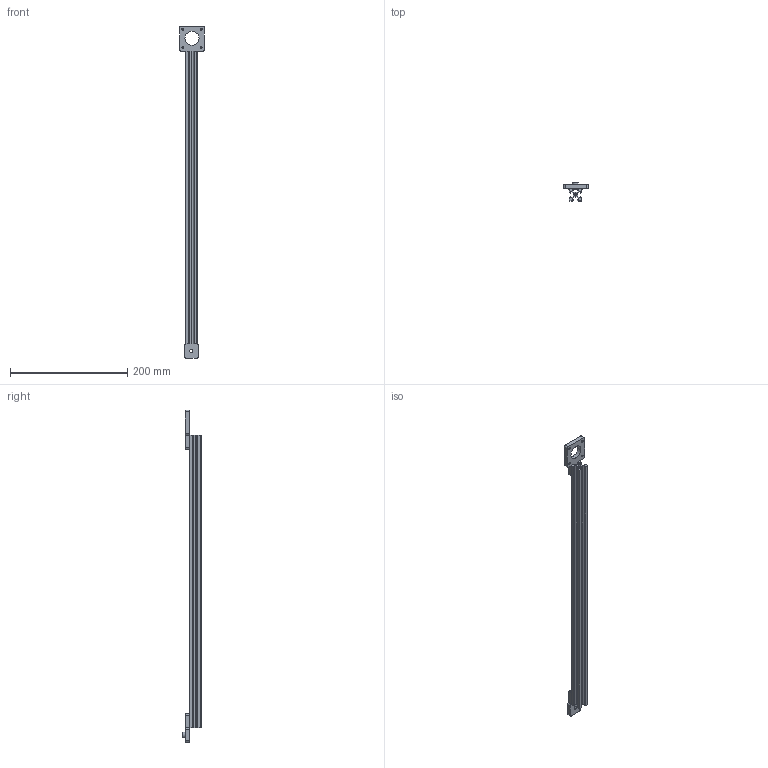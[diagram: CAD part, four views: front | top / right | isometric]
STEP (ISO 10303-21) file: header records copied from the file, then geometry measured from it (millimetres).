
FILE_DESCRIPTION(/* description */ ('STEP AP242','CAx-IF Rec.Pracs.---Representation and Presentation of Product Manufacturing Information (PMI)---4.0---2014-10-13','CAx-IF Rec.Pracs.---3D Tessellated Geometry---0.4---2014-09-14','2;1'),/* implementation_level */ '2;1');
FILE_NAME(/* name */ '663f7e44f0ed805b5e9196b8',/* time_stamp */ '2024-05-11T14:18:46Z',/* author */ (''),/* organization */ (''),/* preprocessor_version */ 'ST-DEVELOPER v20',/* originating_system */ ' ',/* authorisation */ ' ');
FILE_SCHEMA (('AP242_MANAGED_MODEL_BASED_3D_ENGINEERING_MIM_LF { 1 0 10303 442 1 1 4 }'));
Length unit declared in the file: metre
Products named in the file (3): stepper mount y-ax; idler mount y-ax; VSlot 2020 500mm
Bounding box: 42.32 x 31 x 567.34 mm (x, y, z)
Volume: 104996.4 mm3; surface area: 90078.2 mm2
Topology: 3 solids, 3 shells, 115 faces, 325 edges, 217 vertices
Faces by surface type: plane 87, cylinder 28
Full cylindrical faces by diameter (mm): 3.6 x4, 4.2 x1, 4.5 x4, 5.6 x1, 10 x1, 23.957 x1
Entity records: 3751 total; most frequent: CARTESIAN_POINT 646, ORIENTED_EDGE 624, DIRECTION 604, EDGE_CURVE 312, LINE 256, VECTOR 256, VERTEX_POINT 216, AXIS2_PLACEMENT_3D 174
